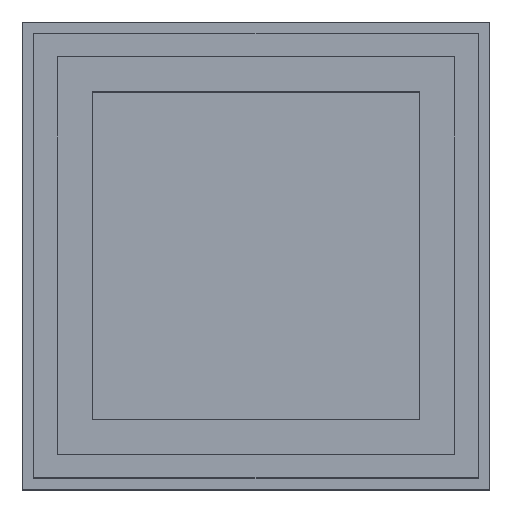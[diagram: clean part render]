
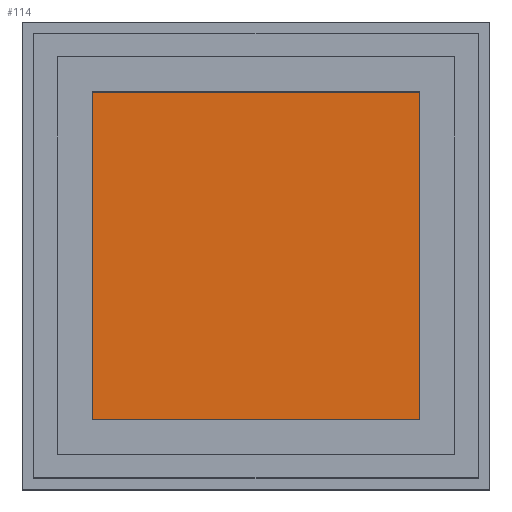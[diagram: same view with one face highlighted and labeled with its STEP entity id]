
A CAD part, top view. The second image highlights one B-rep face of the part: STEP entity #114.
In plain terms, the highlighted planar face has unit normal (0, 0, 1).
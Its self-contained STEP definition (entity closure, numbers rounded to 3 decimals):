
#114 = ADVANCED_FACE( '', ( #249 ), #250, .T. );
#249 = FACE_OUTER_BOUND( '', #402, .T. );
#250 = PLANE( '', #403 );
#402 = EDGE_LOOP( '', ( #671, #672, #673, #674 ) );
#403 = AXIS2_PLACEMENT_3D( '', #675, #676, #677 );
#671 = ORIENTED_EDGE( '', *, *, #979, .T. );
#672 = ORIENTED_EDGE( '', *, *, #980, .T. );
#673 = ORIENTED_EDGE( '', *, *, #981, .T. );
#674 = ORIENTED_EDGE( '', *, *, #982, .T. );
#675 = CARTESIAN_POINT( '', ( 0., 0., 5. ) );
#676 = DIRECTION( '', ( 0., 0., 1. ) );
#677 = DIRECTION( '', ( 1., 0., 0. ) );
#979 = EDGE_CURVE( '', #1194, #1195, #1196, .T. );
#980 = EDGE_CURVE( '', #1195, #1197, #1198, .T. );
#981 = EDGE_CURVE( '', #1197, #1199, #1200, .T. );
#982 = EDGE_CURVE( '', #1199, #1194, #1201, .T. );
#1194 = VERTEX_POINT( '', #1498 );
#1195 = VERTEX_POINT( '', #1499 );
#1196 = LINE( '', #1500, #1501 );
#1197 = VERTEX_POINT( '', #1502 );
#1198 = LINE( '', #1503, #1504 );
#1199 = VERTEX_POINT( '', #1505 );
#1200 = LINE( '', #1506, #1507 );
#1201 = LINE( '', #1508, #1509 );
#1498 = CARTESIAN_POINT( '', ( 34., -34., 5. ) );
#1499 = CARTESIAN_POINT( '', ( 34., -6., 5. ) );
#1500 = CARTESIAN_POINT( '', ( 34., -34., 5. ) );
#1501 = VECTOR( '', #1670, 1000. );
#1502 = CARTESIAN_POINT( '', ( 6., -6., 5. ) );
#1503 = CARTESIAN_POINT( '', ( 34., -6., 5. ) );
#1504 = VECTOR( '', #1671, 1000. );
#1505 = CARTESIAN_POINT( '', ( 6., -34., 5. ) );
#1506 = CARTESIAN_POINT( '', ( 6., -6., 5. ) );
#1507 = VECTOR( '', #1672, 1000. );
#1508 = CARTESIAN_POINT( '', ( 6., -34., 5. ) );
#1509 = VECTOR( '', #1673, 1000. );
#1670 = DIRECTION( '', ( 0., 1., 0. ) );
#1671 = DIRECTION( '', ( -1., 0., 0. ) );
#1672 = DIRECTION( '', ( 0., -1., 0. ) );
#1673 = DIRECTION( '', ( 1., 0., 0. ) );
